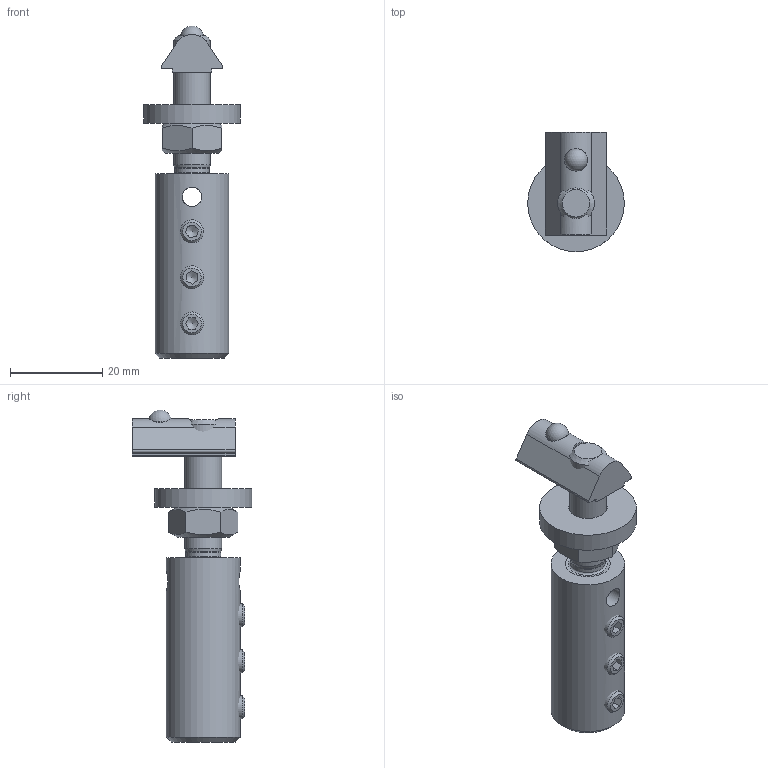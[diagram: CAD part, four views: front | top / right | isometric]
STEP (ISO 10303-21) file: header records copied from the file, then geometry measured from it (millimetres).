
FILE_DESCRIPTION(/* description */ (''),/* implementation_level */ '2;1');
FILE_NAME(/* name */ '14499_KriTec_Seilhalterwelle_fuer_Seilumlenkung.stp',/* time_stamp */ '2020-10-19T11:23:46+02:00',/* author */ ('jendrek'),/* organization */ (''),/* preprocessor_version */ 'ST-DEVELOPER v17',/* originating_system */ 'Autodesk Inventor 2018',/* authorisation */ '');
FILE_SCHEMA (('AUTOMOTIVE_DESIGN { 1 0 10303 214 3 1 1 }'));
Length unit declared in the file: millimetre
Products named in the file (6): 14499; 14499_1; DIN 913 - M5 x 8; DIN 7349 - 8,4; 11008; 10674
Assembly tree (7 placements, depth 2):
  14499
    14499_1
    DIN 913 - M5 x 8  x3
    DIN 7349 - 8,4
    11008
    10674
Bounding box: 21 x 25.9 x 72.08 mm (x, y, z)
Volume: 12336.1 mm3; surface area: 6947.5 mm2
Topology: 7 solids, 7 shells, 97 faces, 256 edges, 172 vertices
Faces by surface type: plane 46, cone 24, cylinder 24, torus 2, sphere 1
Full cylindrical faces by diameter (mm): 3.5 x1, 4.134 x3, 4.2 x1, 5 x3, 6.647 x2, 7.6 x1, 8 x1, 8.4 x1, 16 x1, 21 x1
Entity records: 3024 total; most frequent: CARTESIAN_POINT 924, ORIENTED_EDGE 394, DIRECTION 394, EDGE_CURVE 197, AXIS2_PLACEMENT_3D 160, VERTEX_POINT 134, EDGE_LOOP 89, LINE 74
